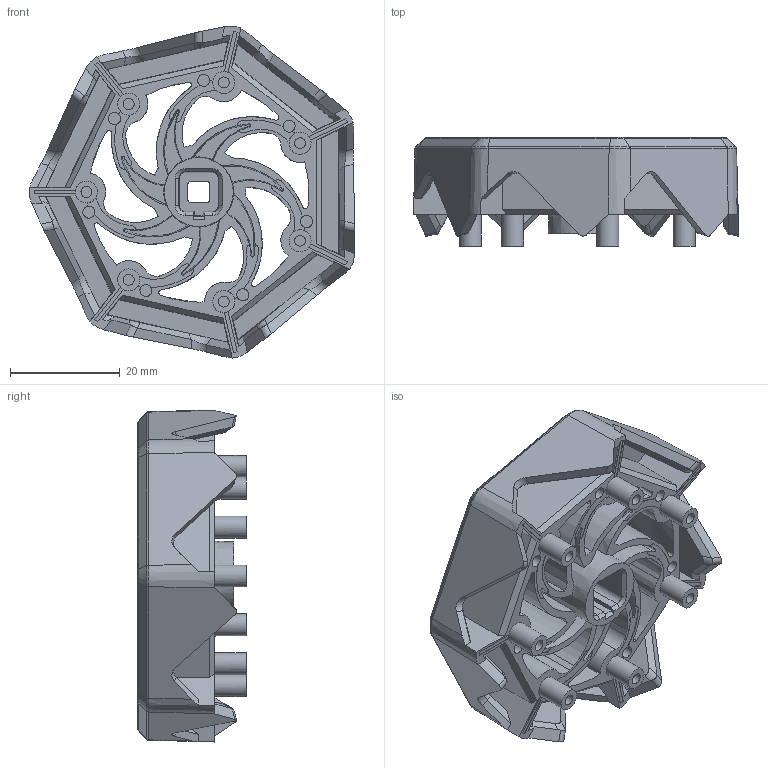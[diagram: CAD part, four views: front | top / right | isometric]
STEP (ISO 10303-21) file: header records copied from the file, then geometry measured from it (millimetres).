
FILE_DESCRIPTION(/* description */ (''),/* implementation_level */ '2;1');
FILE_NAME(/* name */ 'WHEEL-HUB-IN-R.ipt.step',/* time_stamp */ '2020-04-16T23:31:08-04:00',/* author */ ('Josef'),/* organization */ (''),/* preprocessor_version */ 'ST-DEVELOPER v17',/* originating_system */ 'Autodesk Inventor 2019',/* authorisation */ '');
FILE_SCHEMA (('AUTOMOTIVE_DESIGN { 1 0 10303 214 3 1 1 }'));
Length unit declared in the file: inch
Products named in the file (1): WHEEL-HUB-IN-R
Bounding box: 59.41 x 19.8 x 60.56 mm (x, y, z)
Volume: 19480.6 mm3; surface area: 17586.9 mm2
Topology: 1 solids, 1 shells, 491 faces, 1437 edges, 959 vertices
Faces by surface type: plane 213, cylinder 142, cone 88, torus 27, bspline 21
Full cylindrical faces by diameter (mm): 2 x7, 2.2 x7, 3 x7, 4 x7, 12 x1, 17.2 x1
Entity records: 19187 total; most frequent: CARTESIAN_POINT 5814, DIRECTION 2884, ORIENTED_EDGE 2874, EDGE_CURVE 1437, AXIS2_PLACEMENT_3D 1151, VERTEX_POINT 959, CIRCLE 627, LINE 582
